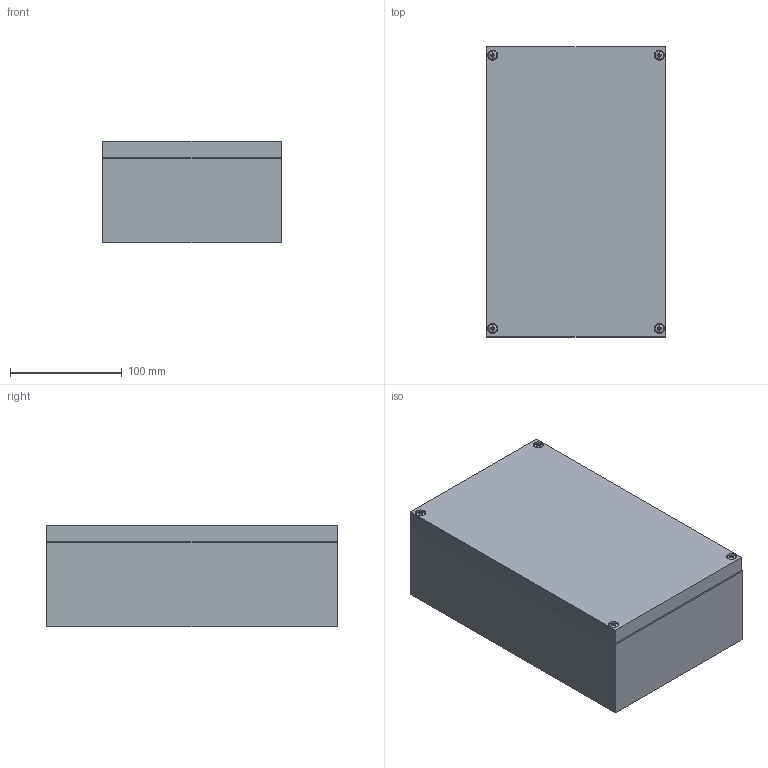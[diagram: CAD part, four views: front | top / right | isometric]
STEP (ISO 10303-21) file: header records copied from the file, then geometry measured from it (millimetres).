
FILE_DESCRIPTION (( 'STEP AP214' ), '1' );
FILE_NAME ('2011328.stp', '2020-11-30T16:35:21', ( '' ), ( '' ), 'SwSTEP 2.0', 'SolidWorks 2020', '' );
FILE_SCHEMA (( 'AUTOMOTIVE_DESIGN' ));
Length unit declared in the file: millimetre
Products named in the file (4): 2011328; 064360_241610; 064350_241610; P_063643_1_ISO 7045 - M4 x 12 - Z --- 12N
Assembly tree (6 placements, depth 2):
  2011328
    064350_241610
    064360_241610
    P_063643_1_ISO 7045 - M4 x 12 - Z --- 12N  x4
Bounding box: 160 x 260 x 90.4 mm (x, y, z)
Volume: 839767.3 mm3; surface area: 318164.4 mm2
Topology: 6 solids, 6 shells, 275 faces, 695 edges, 425 vertices
Faces by surface type: plane 150, cylinder 55, cone 46, torus 16, sphere 8
Entity records: 5245 total; most frequent: DIRECTION 901, CARTESIAN_POINT 897, ORIENTED_EDGE 838, EDGE_CURVE 419, AXIS2_PLACEMENT_3D 308, LINE 285, VECTOR 285, VERTEX_POINT 272
